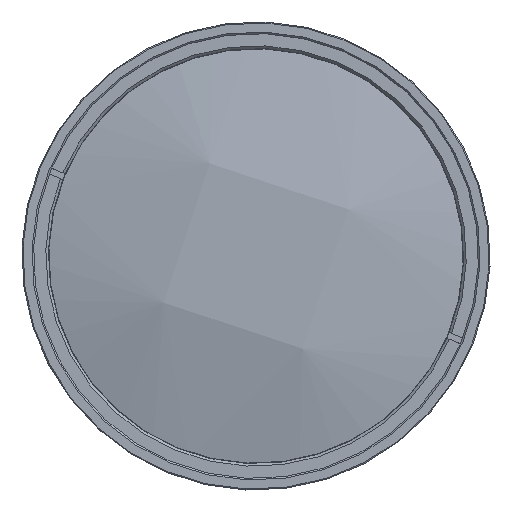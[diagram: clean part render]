
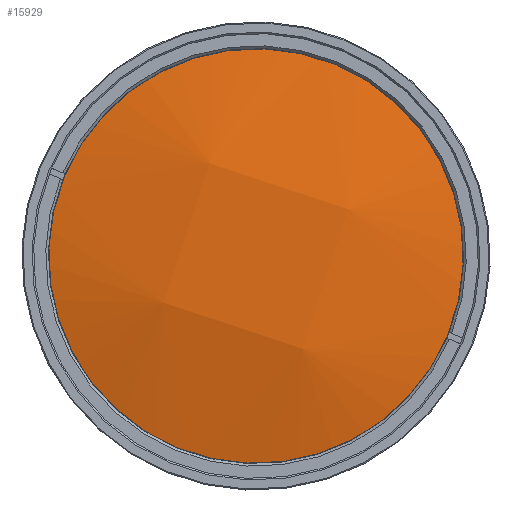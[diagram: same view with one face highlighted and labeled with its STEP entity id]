
A CAD part, left-side view. The second image highlights one B-rep face of the part: STEP entity #15929.
In plain terms, the highlighted free-form (B-spline) face has degree [3, 3] with [4, 4] control points.
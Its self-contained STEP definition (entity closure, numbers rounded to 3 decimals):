
#194 = CARTESIAN_POINT ( 'NONE',  ( -196.419, 39.397, 13.044 ) ) ;
#1199 = CARTESIAN_POINT ( 'NONE',  ( -198.241, 26.334, -35.659 ) ) ;
#2044 = CARTESIAN_POINT ( 'NONE',  ( -196.419, -39.397, -13.044 ) ) ;
#2302 = CARTESIAN_POINT ( 'NONE',  ( -198.299, -44.968, 0.328 ) ) ;
#2464 = CARTESIAN_POINT ( 'NONE',  ( -198.299, -35.888, -27.098 ) ) ;
#2666 = CARTESIAN_POINT ( 'NONE',  ( -196.419, 0., 0. ) ) ;
#3726 = CARTESIAN_POINT ( 'NONE',  ( -198.299, 35.888, 27.098 ) ) ;
#3787 = DIRECTION ( 'NONE',  ( -1., 0., 0. ) ) ;
#4822 = ORIENTED_EDGE ( 'NONE', *, *, #11693, .T. ) ;
#4909 = CARTESIAN_POINT ( 'NONE',  ( -206.625, 18.4, -9.125 ) ) ;
#5141 = CARTESIAN_POINT ( 'NONE',  ( -190.376, 24.949, 52.638 ) ) ;
#5173 = CIRCLE ( 'NONE', #13219, 41.5 ) ;
#6321 = CARTESIAN_POINT ( 'NONE',  ( -198.241, 0.149, -44.328 ) ) ;
#7087 = EDGE_CURVE ( 'NONE', #7240, #10867, #10143, .T. ) ;
#7240 = VERTEX_POINT ( 'NONE', #2044 ) ;
#7419 = CARTESIAN_POINT ( 'NONE',  ( -190.376, -24.949, -52.638 ) ) ;
#8837 = CARTESIAN_POINT ( 'NONE',  ( -198.299, 44.968, -0.328 ) ) ;
#8897 = DIRECTION ( 'NONE',  ( 0., 0.949, 0.314 ) ) ;
#9319 = CARTESIAN_POINT ( 'NONE',  ( -196.419, 0., 0. ) ) ;
#10143 = CIRCLE ( 'NONE', #11493, 41.5 ) ;
#10867 = VERTEX_POINT ( 'NONE', #194 ) ;
#11050 = EDGE_LOOP ( 'NONE', ( #4822, #13583 ) ) ;
#11493 = AXIS2_PLACEMENT_3D ( 'NONE', #9319, #14225, #11785 ) ;
#11693 = EDGE_CURVE ( 'NONE', #10867, #7240, #5173, .T. ) ;
#11785 = DIRECTION ( 'NONE',  ( 0., 0.949, 0.314 ) ) ;
#12536 = CARTESIAN_POINT ( 'NONE',  ( -206.625, 9.319, 18.302 ) ) ;
#12703 = CARTESIAN_POINT ( 'NONE',  ( -190.376, 51.431, -27.349 ) ) ;
#13219 = AXIS2_PLACEMENT_3D ( 'NONE', #2666, #3787, #8897 ) ;
#13583 = ORIENTED_EDGE ( 'NONE', *, *, #7087, .T. ) ;
#13881 = CARTESIAN_POINT ( 'NONE',  ( -198.241, -0.149, 44.328 ) ) ;
#13973 = CARTESIAN_POINT ( 'NONE',  ( -206.625, -9.319, -18.302 ) ) ;
#14225 = DIRECTION ( 'NONE',  ( -1., 0., 0. ) ) ;
#14385 =( BOUNDED_SURFACE ( )  B_SPLINE_SURFACE ( 3, 3, ( 
 ( #5141, #13881, #15064, #16492 ),
 ( #3726, #12536, #16313, #2302 ),
 ( #8837, #4909, #13973, #2464 ),
 ( #12703, #1199, #6321, #7419 ) ),
 .UNSPECIFIED., .F., .F., .F. ) 
 B_SPLINE_SURFACE_WITH_KNOTS ( ( 4, 4 ),
 ( 4, 4 ),
 ( 0., 1. ),
 ( 0., 1. ),
 .UNSPECIFIED. ) 
 GEOMETRIC_REPRESENTATION_ITEM ( )  RATIONAL_B_SPLINE_SURFACE ( (
 ( 1., 0.972, 0.972, 1.),
 ( 0.972, 0.945, 0.945, 0.972),
 ( 0.972, 0.945, 0.945, 0.972),
 ( 1., 0.972, 0.972, 1.) ) ) 
 REPRESENTATION_ITEM ( '' )  SURFACE ( )  );
#15064 = CARTESIAN_POINT ( 'NONE',  ( -198.241, -26.334, 35.659 ) ) ;
#15149 = FACE_OUTER_BOUND ( 'NONE', #11050, .T. ) ;
#15929 = ADVANCED_FACE ( 'NONE', ( #15149 ), #14385, .T. ) ;
#16313 = CARTESIAN_POINT ( 'NONE',  ( -206.625, -18.4, 9.125 ) ) ;
#16492 = CARTESIAN_POINT ( 'NONE',  ( -190.376, -51.431, 27.349 ) ) ;
